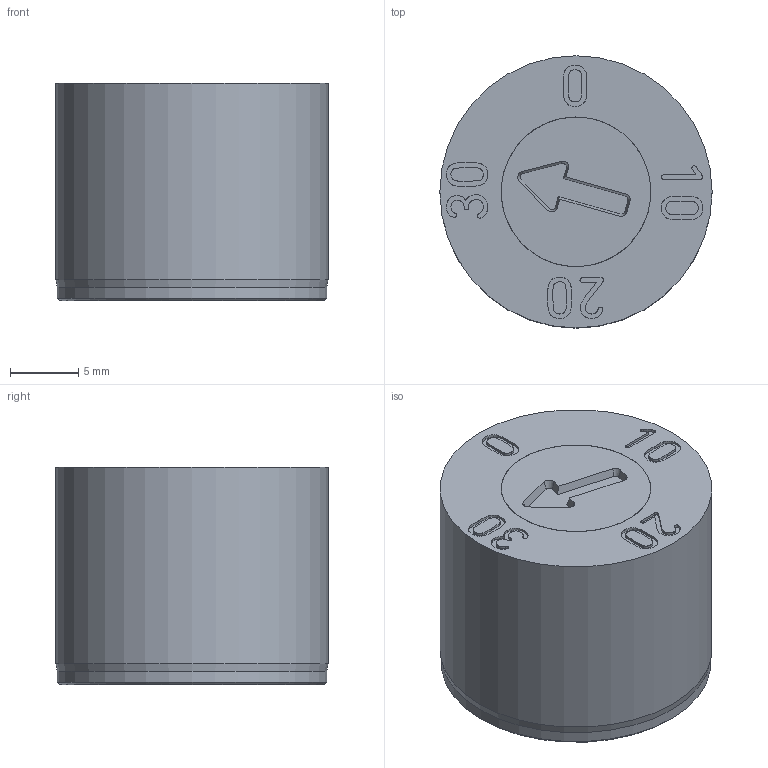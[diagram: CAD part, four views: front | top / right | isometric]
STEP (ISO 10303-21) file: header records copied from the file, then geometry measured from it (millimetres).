
FILE_DESCRIPTION(/* description */ (''),/* implementation_level */ '2;1');
FILE_NAME(/* name */ 'Dati-2300_H$20.stp',/* time_stamp */ '2025-08-22T09:40:51+02:00',/* author */ ('olafg'),/* organization */ (''),/* preprocessor_version */ 'ST-DEVELOPER v20',/* originating_system */ 'Autodesk Inventor 2024',/* authorisation */ '');
FILE_SCHEMA (('AUTOMOTIVE_DESIGN { 1 0 10303 214 3 1 1 }'));
Length unit declared in the file: millimetre
Products named in the file (3): Zusammenbau 2320; 1320-01-00 Hülse; 1320-05-00 F Stelleinsatz
Assembly tree (2 placements, depth 2):
  Zusammenbau 2320
    1320-01-00 Hülse
    1320-05-00 F Stelleinsatz
Bounding box: 20 x 20 x 16 mm (x, y, z)
Volume: 4458.1 mm3; surface area: 2543.6 mm2
Topology: 2 solids, 2 shells, 160 faces, 422 edges, 280 vertices
Faces by surface type: bspline 104, plane 38, cone 11, cylinder 6, torus 1
Full cylindrical faces by diameter (mm): 4 x1, 4.2 x1, 11 x2, 19.8 x1, 20 x1
Entity records: 5738 total; most frequent: CARTESIAN_POINT 2355, ORIENTED_EDGE 844, EDGE_CURVE 422, DIRECTION 369, VERTEX_POINT 280, B_SPLINE_CURVE_WITH_KNOTS 208, LINE 181, VECTOR 181
